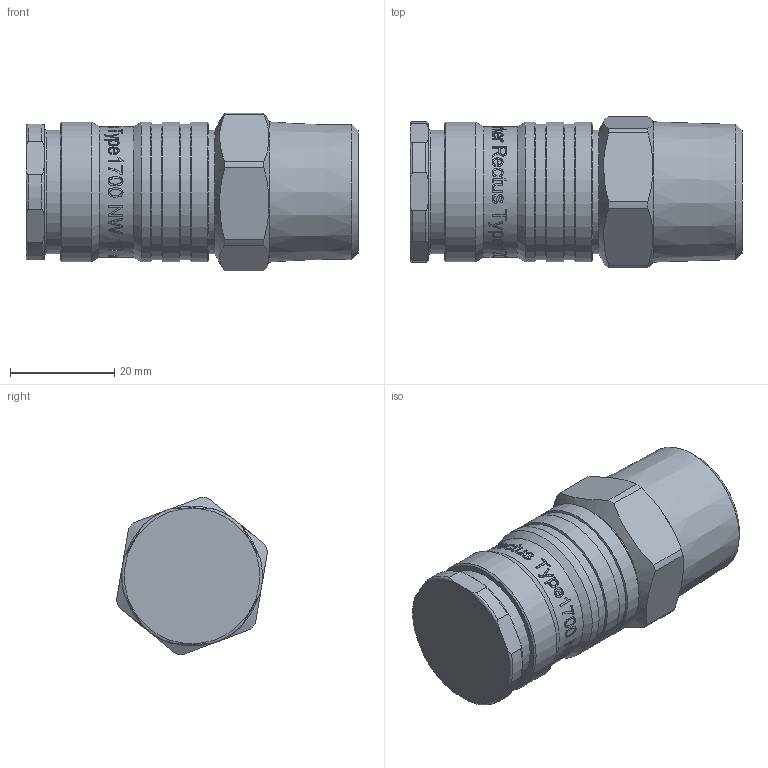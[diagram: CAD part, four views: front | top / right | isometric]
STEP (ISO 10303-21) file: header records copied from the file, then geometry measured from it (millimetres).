
FILE_DESCRIPTION((''),'2;1');
FILE_NAME('1700kaak26spn.stp','2013-06-11T09:49:01',('IA176480'),(''),'Autodesk Inventor 2013','Autodesk Inventor 2013','');
FILE_SCHEMA(('AUTOMOTIVE_DESIGN { 1 0 10303 214 1 1 1 1 }'));
Length unit declared in the file: millimetre
Products named in the file (1): D106826
Bounding box: 63.64 x 28.97 x 30.21 mm (x, y, z)
Volume: 34412.2 mm3; surface area: 9656.8 mm2
Topology: 1 solids, 1 shells, 626 faces, 1669 edges, 1101 vertices
Faces by surface type: bspline 328, plane 190, cylinder 78, cone 16, torus 14
Full cylindrical faces by diameter (mm): 23.22 x2, 23.7 x2, 23.8 x1, 24 x1, 25 x1, 26 x2, 26.8 x4
Entity records: 91041 total; most frequent: CARTESIAN_POINT 77464, ORIENTED_EDGE 3260, EDGE_CURVE 1630, DIRECTION 1544, VERTEX_POINT 1094, B_SPLINE_CURVE_WITH_KNOTS 841, EDGE_LOOP 714, FACE_OUTER_BOUND 626
